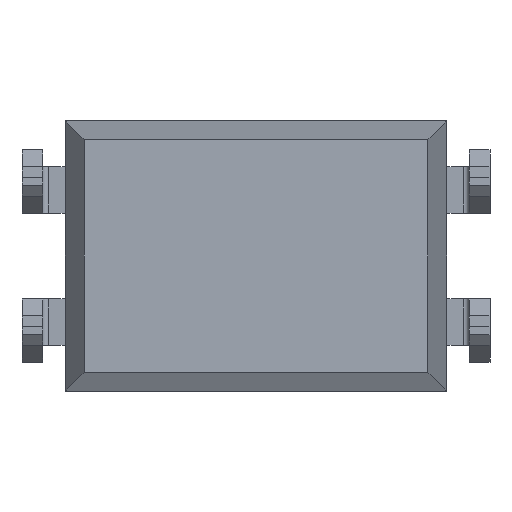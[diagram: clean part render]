
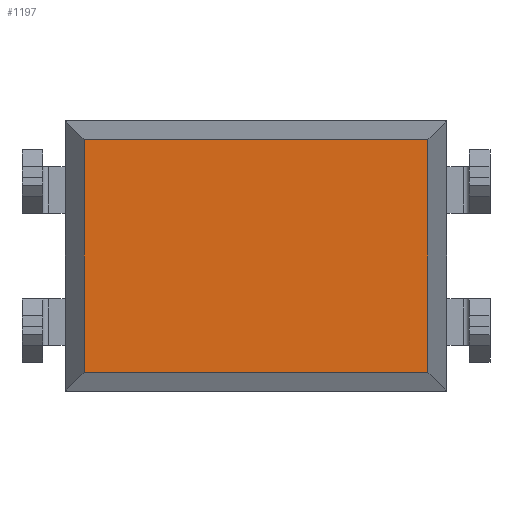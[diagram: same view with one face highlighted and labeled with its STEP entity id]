
A CAD part, front view. The second image highlights one B-rep face of the part: STEP entity #1197.
In plain terms, the highlighted planar face has unit normal (0, -1, 0).
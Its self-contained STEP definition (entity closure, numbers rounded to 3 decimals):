
#6 = CARTESIAN_POINT ( 'NONE',  ( -2.928, 1., 0. ) ) ;
#62 = DIRECTION ( 'NONE',  ( 0., 0., 1. ) ) ;
#87 = LINE ( 'NONE', #2274, #1160 ) ;
#264 = EDGE_LOOP ( 'NONE', ( #1034, #606, #451, #1867 ) ) ;
#330 = CARTESIAN_POINT ( 'NONE',  ( -2.928, 1., -1.978 ) ) ;
#436 = DIRECTION ( 'NONE',  ( -1., 0., 0. ) ) ;
#441 = AXIS2_PLACEMENT_3D ( 'NONE', #1800, #1541, #454 ) ;
#451 = ORIENTED_EDGE ( 'NONE', *, *, #2058, .T. ) ;
#454 = DIRECTION ( 'NONE',  ( 0., 0., -1. ) ) ;
#490 = LINE ( 'NONE', #1192, #2523 ) ;
#583 = EDGE_CURVE ( 'NONE', #964, #1604, #87, .T. ) ;
#606 = ORIENTED_EDGE ( 'NONE', *, *, #583, .T. ) ;
#684 = DIRECTION ( 'NONE',  ( 0., 0., -1. ) ) ;
#855 = LINE ( 'NONE', #1125, #2800 ) ;
#964 = VERTEX_POINT ( 'NONE', #330 ) ;
#1034 = ORIENTED_EDGE ( 'NONE', *, *, #1425, .T. ) ;
#1125 = CARTESIAN_POINT ( 'NONE',  ( 0., 1., 1.978 ) ) ;
#1160 = VECTOR ( 'NONE', #1577, 1000. ) ;
#1167 = CARTESIAN_POINT ( 'NONE',  ( 2.928, 1., 1.978 ) ) ;
#1192 = CARTESIAN_POINT ( 'NONE',  ( 2.928, 1., 0. ) ) ;
#1197 = ADVANCED_FACE ( 'NONE', ( #2517 ), #1576, .T. ) ;
#1425 = EDGE_CURVE ( 'NONE', #1611, #964, #2795, .T. ) ;
#1541 = DIRECTION ( 'NONE',  ( 0., -1., 0. ) ) ;
#1576 = PLANE ( 'NONE',  #441 ) ;
#1577 = DIRECTION ( 'NONE',  ( 1., 0., 0. ) ) ;
#1604 = VERTEX_POINT ( 'NONE', #2450 ) ;
#1611 = VERTEX_POINT ( 'NONE', #2026 ) ;
#1646 = VERTEX_POINT ( 'NONE', #1167 ) ;
#1800 = CARTESIAN_POINT ( 'NONE',  ( 0., 1., 0. ) ) ;
#1867 = ORIENTED_EDGE ( 'NONE', *, *, #2847, .T. ) ;
#2026 = CARTESIAN_POINT ( 'NONE',  ( -2.928, 1., 1.978 ) ) ;
#2058 = EDGE_CURVE ( 'NONE', #1604, #1646, #490, .T. ) ;
#2274 = CARTESIAN_POINT ( 'NONE',  ( 0., 1., -1.978 ) ) ;
#2450 = CARTESIAN_POINT ( 'NONE',  ( 2.928, 1., -1.978 ) ) ;
#2517 = FACE_OUTER_BOUND ( 'NONE', #264, .T. ) ;
#2523 = VECTOR ( 'NONE', #62, 1000. ) ;
#2528 = VECTOR ( 'NONE', #684, 1000. ) ;
#2795 = LINE ( 'NONE', #6, #2528 ) ;
#2800 = VECTOR ( 'NONE', #436, 1000. ) ;
#2847 = EDGE_CURVE ( 'NONE', #1646, #1611, #855, .T. ) ;
